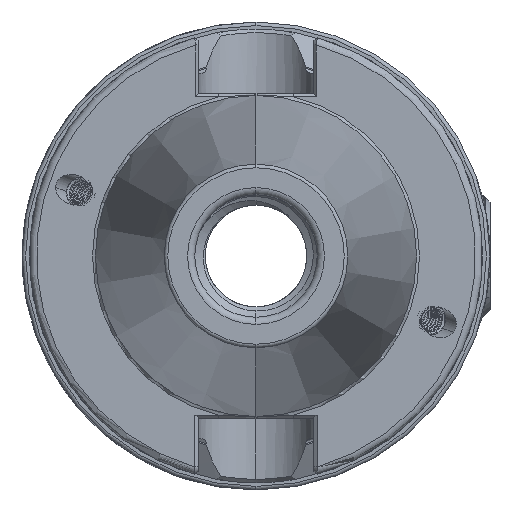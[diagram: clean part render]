
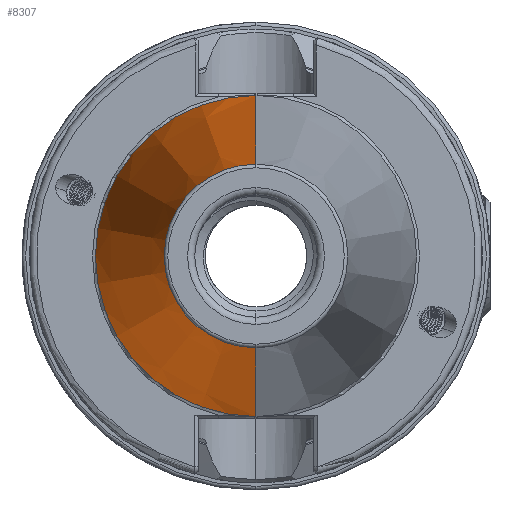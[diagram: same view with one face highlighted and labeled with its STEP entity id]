
A CAD part, left-side view. The second image highlights one B-rep face of the part: STEP entity #8307.
In plain terms, the highlighted conical face has half-angle 8.297 degrees and reference radius 22.298 mm.
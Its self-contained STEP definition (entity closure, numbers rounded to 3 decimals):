
#2072 = DIRECTION ( 'NONE',  ( 0., 0., -1. ) ) ;
#2094 = CARTESIAN_POINT ( 'NONE',  ( -1.5, 0., 0. ) ) ;
#2098 = DIRECTION ( 'NONE',  ( 1., 0., 0. ) ) ;
#3737 = CARTESIAN_POINT ( 'NONE',  ( -1.5, 0., -22.298 ) ) ;
#3801 = CARTESIAN_POINT ( 'NONE',  ( -66.972, 0., 12.75 ) ) ;
#3807 = CARTESIAN_POINT ( 'NONE',  ( -1.5, 0., 22.298 ) ) ;
#3832 = CARTESIAN_POINT ( 'NONE',  ( -66.972, 0., -12.75 ) ) ;
#8307 = ADVANCED_FACE ( 'NONE', ( #16677 ), #16653, .T. ) ;
#9265 = EDGE_CURVE ( 'NONE', #20321, #20303, #13434, .T. ) ;
#9310 = EDGE_CURVE ( 'NONE', #20327, #20321, #13419, .T. ) ;
#9320 = EDGE_CURVE ( 'NONE', #20305, #20303, #13466, .T. ) ;
#9350 = EDGE_CURVE ( 'NONE', #20327, #20305, #13468, .T. ) ;
#13335 = AXIS2_PLACEMENT_3D ( 'NONE', #17854, #17845, #17851 ) ;
#13340 = AXIS2_PLACEMENT_3D ( 'NONE', #17892, #17916, #17908 ) ;
#13419 = CIRCLE ( 'NONE', #13335, 12.75 ) ;
#13434 = LINE ( 'NONE', #17411, #13441 ) ;
#13441 = VECTOR ( 'NONE', #17447, 1000. ) ;
#13464 = VECTOR ( 'NONE', #16168, 1000. ) ;
#13466 = CIRCLE ( 'NONE', #13340, 22.298 ) ;
#13468 = LINE ( 'NONE', #16039, #13464 ) ;
#16039 = CARTESIAN_POINT ( 'NONE',  ( -1.5, 0., -22.298 ) ) ;
#16168 = DIRECTION ( 'NONE',  ( 0.99, 0., -0.144 ) ) ;
#16653 = CONICAL_SURFACE ( 'NONE', #22907, 22.298, 0.145 ) ;
#16677 = FACE_OUTER_BOUND ( 'NONE', #20498, .T. ) ;
#17411 = CARTESIAN_POINT ( 'NONE',  ( -1.5, 0., 22.298 ) ) ;
#17447 = DIRECTION ( 'NONE',  ( 0.99, 0., 0.144 ) ) ;
#17845 = DIRECTION ( 'NONE',  ( 1., 0., 0. ) ) ;
#17851 = DIRECTION ( 'NONE',  ( 0., 0., -1. ) ) ;
#17854 = CARTESIAN_POINT ( 'NONE',  ( -66.972, 0., 0. ) ) ;
#17892 = CARTESIAN_POINT ( 'NONE',  ( -1.5, 0., 0. ) ) ;
#17908 = DIRECTION ( 'NONE',  ( 0., 0., -1. ) ) ;
#17916 = DIRECTION ( 'NONE',  ( 1., 0., 0. ) ) ;
#18106 = ORIENTED_EDGE ( 'NONE', *, *, #9320, .F. ) ;
#18111 = ORIENTED_EDGE ( 'NONE', *, *, #9350, .F. ) ;
#18128 = ORIENTED_EDGE ( 'NONE', *, *, #9310, .T. ) ;
#18134 = ORIENTED_EDGE ( 'NONE', *, *, #9265, .T. ) ;
#20303 = VERTEX_POINT ( 'NONE', #3807 ) ;
#20305 = VERTEX_POINT ( 'NONE', #3737 ) ;
#20321 = VERTEX_POINT ( 'NONE', #3801 ) ;
#20327 = VERTEX_POINT ( 'NONE', #3832 ) ;
#20498 = EDGE_LOOP ( 'NONE', ( #18128, #18134, #18106, #18111 ) ) ;
#22907 = AXIS2_PLACEMENT_3D ( 'NONE', #2094, #2098, #2072 ) ;
